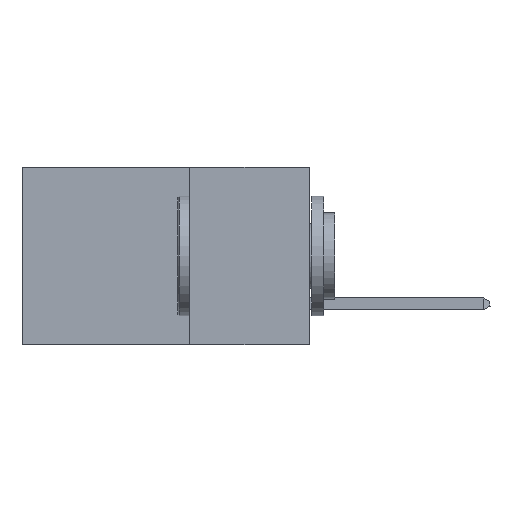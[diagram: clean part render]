
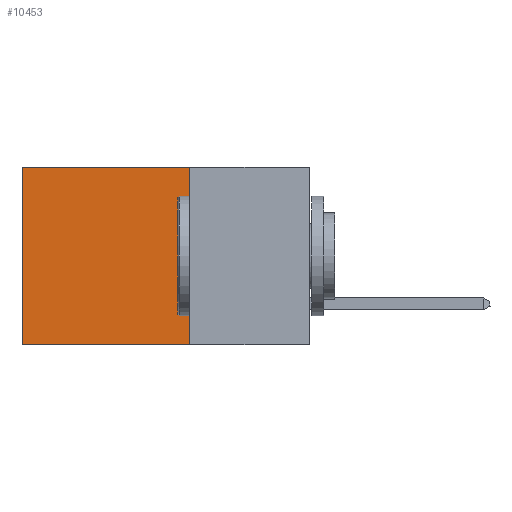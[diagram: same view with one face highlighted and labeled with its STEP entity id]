
A CAD part, left-side view. The second image highlights one B-rep face of the part: STEP entity #10453.
In plain terms, the highlighted planar face has unit normal (-1, 0, 0).
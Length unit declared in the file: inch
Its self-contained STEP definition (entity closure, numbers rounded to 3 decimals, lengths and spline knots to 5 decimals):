
#238 = CARTESIAN_POINT ( 'NONE',  ( 0.2875, 0.6, -0.37 ) ) ;
#367 = LINE ( 'NONE', #8842, #3250 ) ;
#410 = AXIS2_PLACEMENT_3D ( 'NONE', #8289, #7344, #2186 ) ;
#1039 = ORIENTED_EDGE ( 'NONE', *, *, #1412, .F. ) ;
#1412 = EDGE_CURVE ( 'NONE', #4069, #2165, #367, .T. ) ;
#1878 = CARTESIAN_POINT ( 'NONE',  ( 0.2875, 0.25, 0. ) ) ;
#2080 = CARTESIAN_POINT ( 'NONE',  ( 0.2875, 0.6, 0. ) ) ;
#2087 = CARTESIAN_POINT ( 'NONE',  ( 0.2875, 0.25, -0.37 ) ) ;
#2165 = VERTEX_POINT ( 'NONE', #238 ) ;
#2186 = DIRECTION ( 'NONE',  ( 0., 0., -1. ) ) ;
#2340 = DIRECTION ( 'NONE',  ( 0., 0., -1. ) ) ;
#2397 = CARTESIAN_POINT ( 'NONE',  ( 0.2875, 0.6, 0. ) ) ;
#2826 = EDGE_CURVE ( 'NONE', #12756, #4069, #7481, .T. ) ;
#3088 = DIRECTION ( 'NONE',  ( 0., 0., -1. ) ) ;
#3250 = VECTOR ( 'NONE', #9690, 39.37008 ) ;
#3546 = DIRECTION ( 'NONE',  ( 0., 1., 0. ) ) ;
#3847 = ORIENTED_EDGE ( 'NONE', *, *, #12612, .T. ) ;
#4069 = VERTEX_POINT ( 'NONE', #2087 ) ;
#4780 = VECTOR ( 'NONE', #3088, 39.37008 ) ;
#7344 = DIRECTION ( 'NONE',  ( 1., 0., 0. ) ) ;
#7418 = VECTOR ( 'NONE', #3546, 39.37008 ) ;
#7481 = LINE ( 'NONE', #7822, #4780 ) ;
#7668 = CARTESIAN_POINT ( 'NONE',  ( 0.2875, 0.25, 0. ) ) ;
#7734 = LINE ( 'NONE', #7668, #7418 ) ;
#7822 = CARTESIAN_POINT ( 'NONE',  ( 0.2875, 0.25, 0. ) ) ;
#8172 = EDGE_CURVE ( 'NONE', #9133, #2165, #11816, .T. ) ;
#8242 = PLANE ( 'NONE',  #410 ) ;
#8289 = CARTESIAN_POINT ( 'NONE',  ( 0.2875, 0.25, 0. ) ) ;
#8842 = CARTESIAN_POINT ( 'NONE',  ( 0.2875, 0.25, -0.37 ) ) ;
#9133 = VERTEX_POINT ( 'NONE', #2397 ) ;
#9136 = VECTOR ( 'NONE', #2340, 39.37008 ) ;
#9383 = ORIENTED_EDGE ( 'NONE', *, *, #2826, .F. ) ;
#9690 = DIRECTION ( 'NONE',  ( 0., 1., 0. ) ) ;
#10453 = ADVANCED_FACE ( 'NONE', ( #10637 ), #8242, .F. ) ;
#10528 = ORIENTED_EDGE ( 'NONE', *, *, #8172, .T. ) ;
#10637 = FACE_OUTER_BOUND ( 'NONE', #11444, .T. ) ;
#11444 = EDGE_LOOP ( 'NONE', ( #10528, #1039, #9383, #3847 ) ) ;
#11816 = LINE ( 'NONE', #2080, #9136 ) ;
#12612 = EDGE_CURVE ( 'NONE', #12756, #9133, #7734, .T. ) ;
#12756 = VERTEX_POINT ( 'NONE', #1878 ) ;
